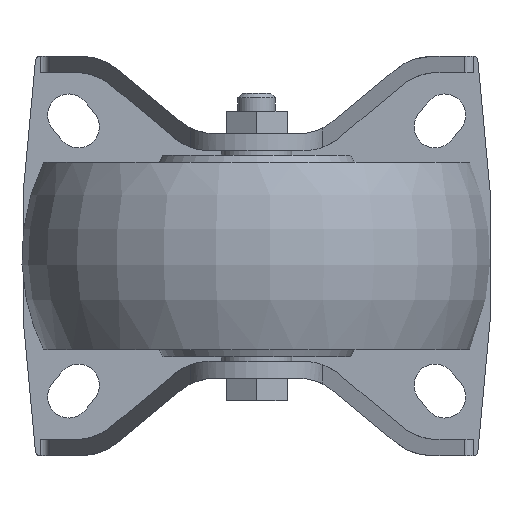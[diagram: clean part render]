
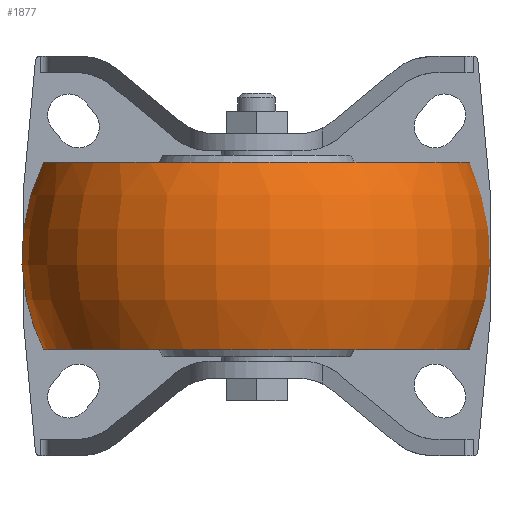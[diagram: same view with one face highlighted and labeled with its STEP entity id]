
A CAD part, front view. The second image highlights one B-rep face of the part: STEP entity #1877.
In plain terms, the highlighted toroidal (fillet/blend) face has major radius 5 mm and minor radius 45 mm.
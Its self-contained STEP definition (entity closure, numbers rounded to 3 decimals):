
#20=DEGENERATE_TOROIDAL_SURFACE('',#2080,5.,45.,
 .T.);
#931=ORIENTED_EDGE('',*,*,#1200,.T.);
#932=ORIENTED_EDGE('',*,*,#1201,.F.);
#1200=EDGE_CURVE('',#1381,#1381,#1458,.T.);
#1201=EDGE_CURVE('',#1382,#1382,#1459,.T.);
#1381=VERTEX_POINT('',#3207);
#1382=VERTEX_POINT('',#3210);
#1458=CIRCLE('',#2079,45.336);
#1459=CIRCLE('',#2081,45.336);
#1586=EDGE_LOOP('',(#931));
#1587=EDGE_LOOP('',(#932));
#1722=FACE_BOUND('',#1586,.T.);
#1723=FACE_BOUND('',#1587,.T.);
#1877=ADVANCED_FACE('',(#1722,#1723),#20,.T.);
#2079=AXIS2_PLACEMENT_3D('',#3206,#2619,#2620);
#2080=AXIS2_PLACEMENT_3D('',#3208,#2621,#2622);
#2081=AXIS2_PLACEMENT_3D('',#3209,#2623,#2624);
#2619=DIRECTION('',(0.,0.,-1.));
#2620=DIRECTION('',(-1.,0.,0.));
#2621=DIRECTION('',(0.,0.,-1.));
#2622=DIRECTION('',(-1.,0.,0.));
#2623=DIRECTION('',(0.,0.,-1.));
#2624=DIRECTION('',(-1.,0.,0.));
#3206=CARTESIAN_POINT('',(0.,0.,19.95));
#3207=CARTESIAN_POINT('',(-45.336,0.,19.95));
#3208=CARTESIAN_POINT('',(0.,0.,0.));
#3209=CARTESIAN_POINT('',(0.,0.,-19.95));
#3210=CARTESIAN_POINT('',(-45.336,0.,-19.95));
